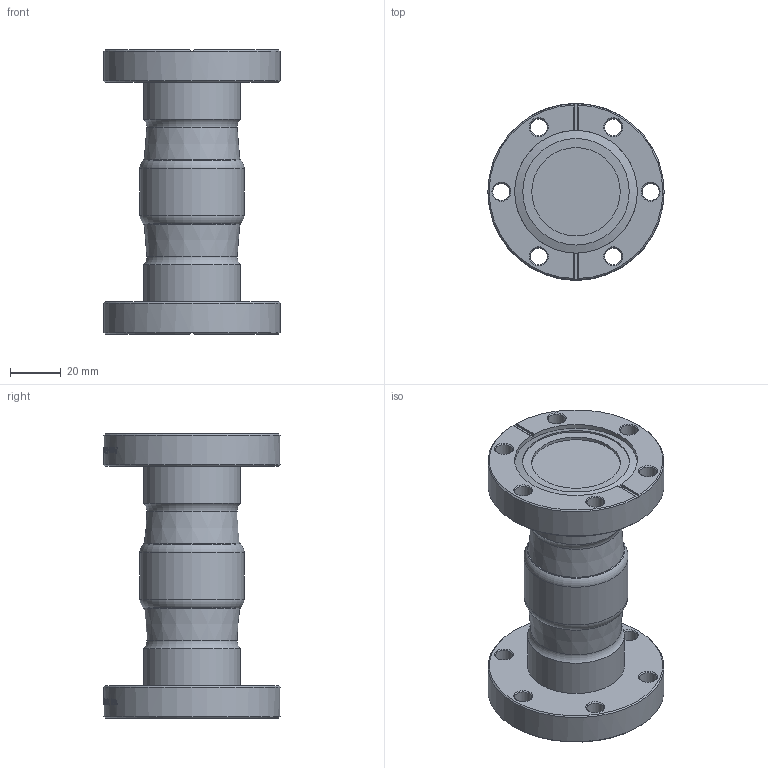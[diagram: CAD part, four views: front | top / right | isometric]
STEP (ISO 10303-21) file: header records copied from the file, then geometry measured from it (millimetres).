
FILE_DESCRIPTION(/* description */ ('Alibre Inc.'),/* implementation_level */ '2;1');
FILE_NAME(/* name */ 'export-B01E8F2D-9DB7-4C97-9EB2-893FC9639222',/* time_stamp */ '2023-05-02T11:34:33-07:00',/* author */ (''),/* organization */ (''),/* preprocessor_version */ 'ST-DEVELOPER v17',/* originating_system */ 'Alibre',/* authorisation */ '');
FILE_SCHEMA (('CONFIG_CONTROL_DESIGN'));
Length unit declared in the file: inch
Bounding box: 69.34 x 69.34 x 111.81 mm (x, y, z)
Volume: 182931.8 mm3; surface area: 32100.6 mm2
Topology: 1 solids, 1 shells, 835 faces, 2285 edges, 1512 vertices
Faces by surface type: bspline 464, plane 252, cylinder 79, cone 34, torus 6
Full cylindrical faces by diameter (mm): 6.731 x12, 34.798 x2, 38.1 x2, 41 x1, 41.91 x2, 48.311 x2, 69.342 x2
Entity records: 35051 total; most frequent: CARTESIAN_POINT 17331, ORIENTED_EDGE 4432, EDGE_CURVE 2216, DIRECTION 2044, VERTEX_POINT 1502, EDGE_LOOP 978, FACE_BOUND 978, B_SPLINE_CURVE_WITH_KNOTS 958
